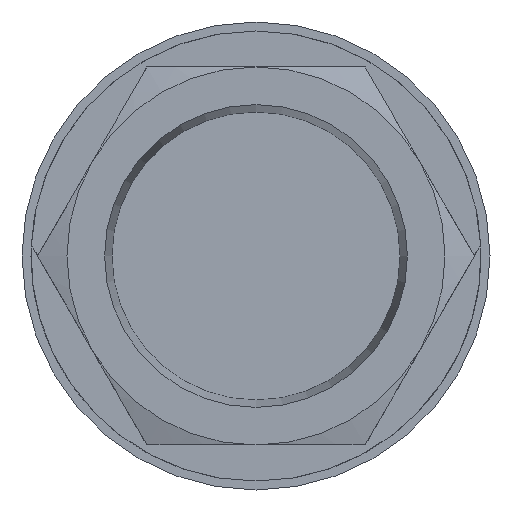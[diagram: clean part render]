
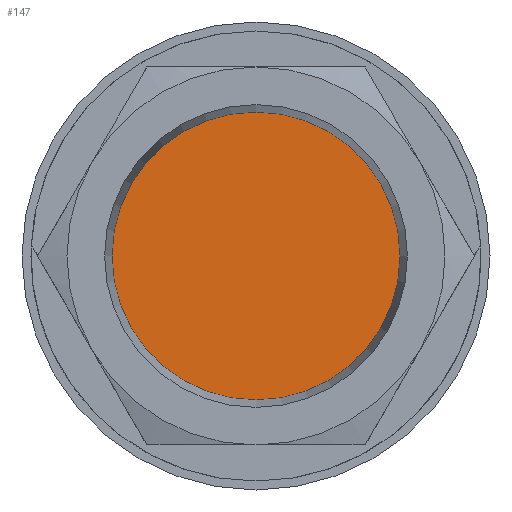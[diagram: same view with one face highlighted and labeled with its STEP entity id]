
A CAD part, left-side view. The second image highlights one B-rep face of the part: STEP entity #147.
In plain terms, the highlighted planar face has unit normal (-1, 0, 0).
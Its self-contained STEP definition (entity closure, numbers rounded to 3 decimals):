
#147 = ADVANCED_FACE( '', ( #301 ), #302, .F. );
#301 = FACE_OUTER_BOUND( '', #448, .T. );
#302 = PLANE( '', #449 );
#448 = EDGE_LOOP( '', ( #821 ) );
#449 = AXIS2_PLACEMENT_3D( '', #822, #823, #824 );
#821 = ORIENTED_EDGE( '', *, *, #986, .F. );
#822 = CARTESIAN_POINT( '', ( 2.333, 0., 0. ) );
#823 = DIRECTION( '', ( 1., 0., 0. ) );
#824 = DIRECTION( '', ( 0., 0., -1. ) );
#986 = EDGE_CURVE( '', #1206, #1206, #1207, .T. );
#1206 = VERTEX_POINT( '', #1545 );
#1207 = CIRCLE( '', #1546, 8. );
#1545 = CARTESIAN_POINT( '', ( 2.333, 0., -8. ) );
#1546 = AXIS2_PLACEMENT_3D( '', #1713, #1714, #1715 );
#1713 = CARTESIAN_POINT( '', ( 2.333, 0., 0. ) );
#1714 = DIRECTION( '', ( 1., 0., 0. ) );
#1715 = DIRECTION( '', ( 0., 0., -1. ) );
